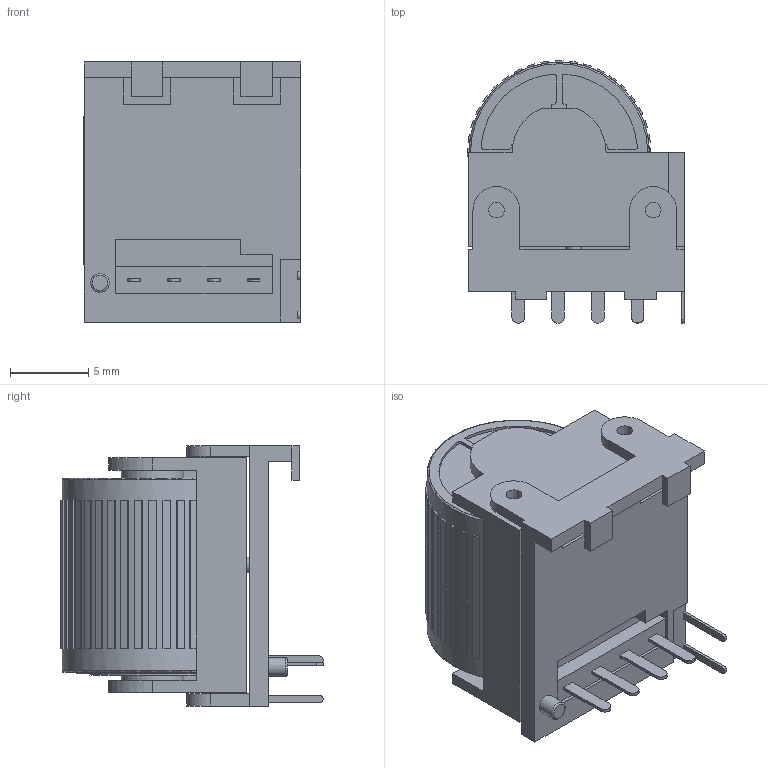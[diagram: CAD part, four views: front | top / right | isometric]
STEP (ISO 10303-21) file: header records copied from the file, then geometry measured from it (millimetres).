
FILE_DESCRIPTION((' '),'2;1');
FILE_NAME( 'Encoder.stp', '2025-08-15T20:50:05', (' '), ('--- ---'), ' V2025.1 Dec 16 2024', ' 2025 (c)', ' ');
FILE_SCHEMA(('AP242_MANAGED_MODEL_BASED_3D_ENGINEERING_MIM_LF { 1 0 10303 442 1 1 4 }'));
Length unit declared in the file: millimetre
Products named in the file (1): Encoder
Bounding box: 13.85 x 16.75 x 16.6 mm (x, y, z)
Volume: 2113.7 mm3; surface area: 2041.9 mm2
Topology: 1 solids, 1 shells, 306 faces, 802 edges, 534 vertices
Faces by surface type: plane 253, cylinder 50, torus 3
Full cylindrical faces by diameter (mm): 1 x5, 1.2 x1, 4 x2
Entity records: 9590 total; most frequent: CARTESIAN_POINT 1792, ORIENTED_EDGE 1582, DIRECTION 1464, EDGE_CURVE 791, VECTOR 626, LINE 626, VERTEX_POINT 531, AXIS2_PLACEMENT_3D 419
